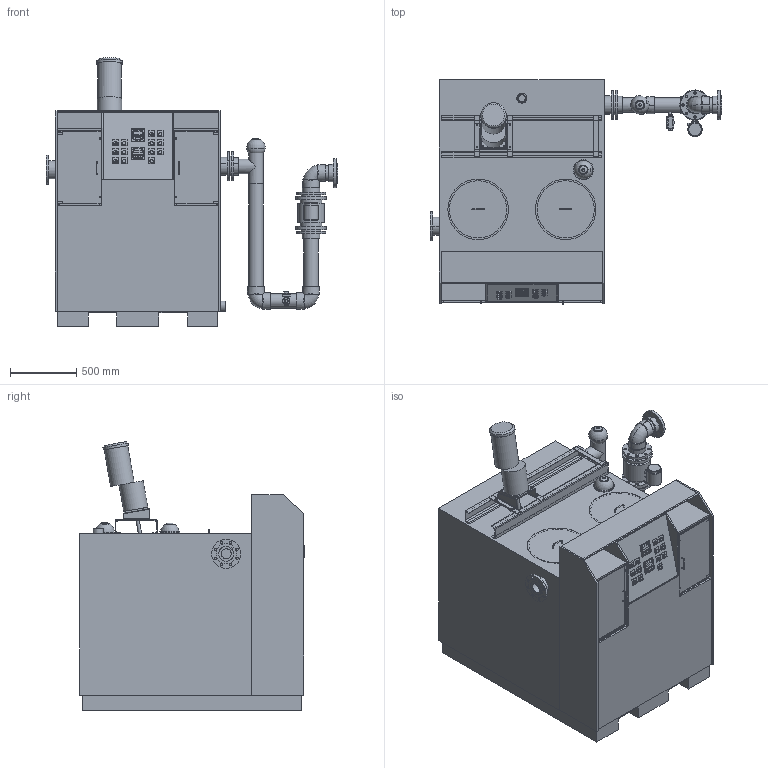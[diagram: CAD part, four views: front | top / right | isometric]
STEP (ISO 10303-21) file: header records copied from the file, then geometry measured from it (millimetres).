
FILE_DESCRIPTION(/* description */ ('Alibre Inc.'),/* implementation_level */ '2;1');
FILE_NAME(/* name */ 'export-A054F6D3-7D82-4459-A364-FF5A999DCFCD',/* time_stamp */ '2019-02-01T16:48:20-05:00',/* author */ (''),/* organization */ (''),/* preprocessor_version */ 'ST-DEVELOPER v17',/* originating_system */ 'Alibre',/* authorisation */ '');
FILE_SCHEMA (('AUTOMOTIVE_DESIGN'));
Products named in the file (86): CN33000; FRG-2; 854-040C; PS72001; PS47101; 3-2714; 3-2720; EK12000; PS47000; CU36800; PE04000090; CU36620; CU34000; CU36000; CU18000; 15735A62; 18455A71; 1845A71; PS43000; CU36100; LMK2TA-KTC1-XXX; 3-8750-2P; 400403B040; 727.701.414; 400406B040; 400401B040; 2830-005; TBH1050ASTV0000
Bounding box: 2197.81 x 1693.78 x 2026.67 mm (x, y, z)
Volume: 295454796.4 mm3; surface area: 43050345 mm2
Topology: 141 solids, 143 shells, 4490 faces, 10887 edges, 6895 vertices
Faces by surface type: plane 2993, cylinder 1221, cone 131, torus 129, bspline 16
Full cylindrical faces by diameter (mm): 2.794 x4, 3.175 x8, 4.763 x4, 6.35 x14, 8 x28, 8.166 x6, 9.5 x4, 9.525 x16, 10.744 x4, 11.113 x4, 11.176 x4, 11.43 x4, 12 x4, 12.7 x3, 15.875 x8, 16.51 x2, 17.145 x6, 18.847 x2, 19.05 x16, 21.336 x8, 22.225 x2, 23.876 x4, 25.4 x34, 25.527 x4, 26.035 x2, 26.67 x4, 27.94 x2, 31.75 x1, 33.338 x2, 35.052 x4
Entity records: 68182 total; most frequent: CARTESIAN_POINT 13511, ORIENTED_EDGE 11050, DIRECTION 9401, EDGE_CURVE 5517, VECTOR 3819, LINE 3819, VERTEX_POINT 3623, AXIS2_PLACEMENT_3D 3549
